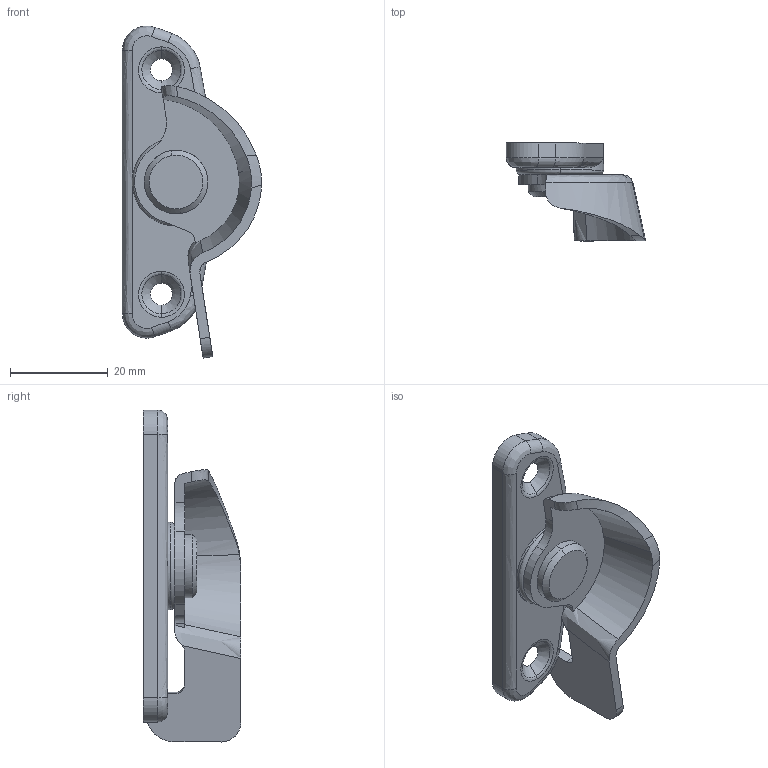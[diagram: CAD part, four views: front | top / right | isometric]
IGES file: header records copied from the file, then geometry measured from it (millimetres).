
Start section: ------------------------------------------------------------------------
Global section: file name: PC005.16280.TL_443_R_6759.igs; native system: spGate; preprocessor: ver19.8.4 (****-****-****-****); author: Unknown; organization: Unknown; date: 240123.185859; units: millimetre
Bounding box: 28.54 x 20 x 68.07 mm (x, y, z)
Volume: 4757.8 mm3; surface area: 7055.1 mm2
Topology: 3 solids, 3 shells, 183 faces, 457 edges, 284 vertices
Faces by surface type: bspline 183
